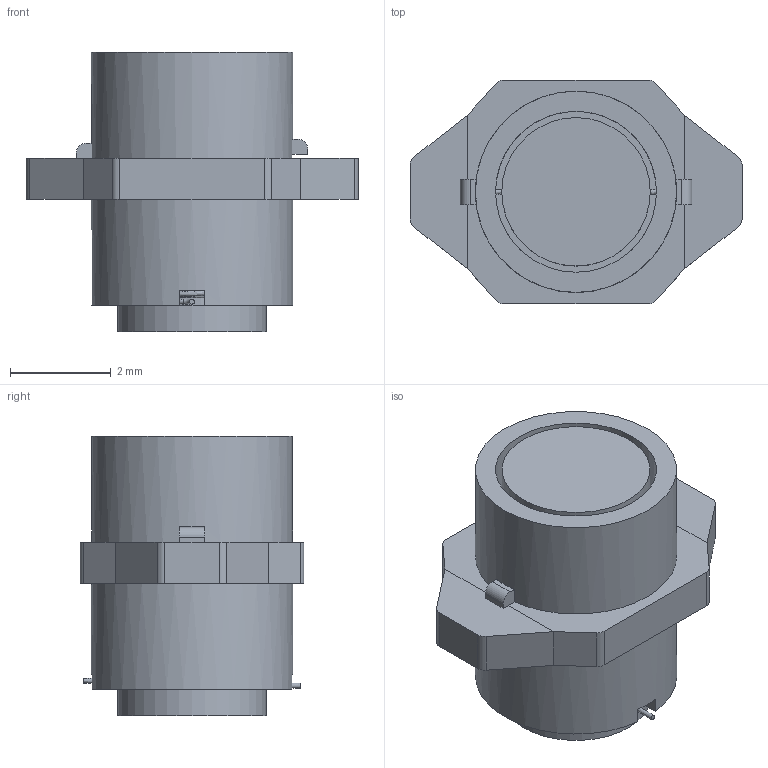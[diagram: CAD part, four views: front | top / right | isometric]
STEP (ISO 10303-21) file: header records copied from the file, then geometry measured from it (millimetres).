
FILE_DESCRIPTION( ( 'Unknown' ), '1' );
FILE_NAME( '7445101.stp', 'Unknown', ( 'Unknown' ), ( 'Unknown' ), 'XStep 1.0', 'Unknown', ' ' );
FILE_SCHEMA( ( 'automotive_design' ) );
Length unit declared in the file: millimetre
Products named in the file (8): Assem1; Boden; L飆fl踄he; Klebemasse; 7445101
Bounding box: 6.6 x 4.45 x 5.55 mm (x, y, z)
Volume: 76.5 mm3; surface area: 444.6 mm2
Topology: 15 solids, 15 shells, 159 faces, 359 edges, 238 vertices
Faces by surface type: plane 111, cylinder 34, bspline 14
Full cylindrical faces by diameter (mm): 2 x2, 2.95 x6, 3.2 x2, 4 x2
Entity records: 4497 total; most frequent: CARTESIAN_POINT 2563, DIRECTION 343, ORIENTED_EDGE 306, EDGE_CURVE 153, AXIS2_PLACEMENT_3D 118, VERTEX_POINT 108, LINE 107, VECTOR 107
